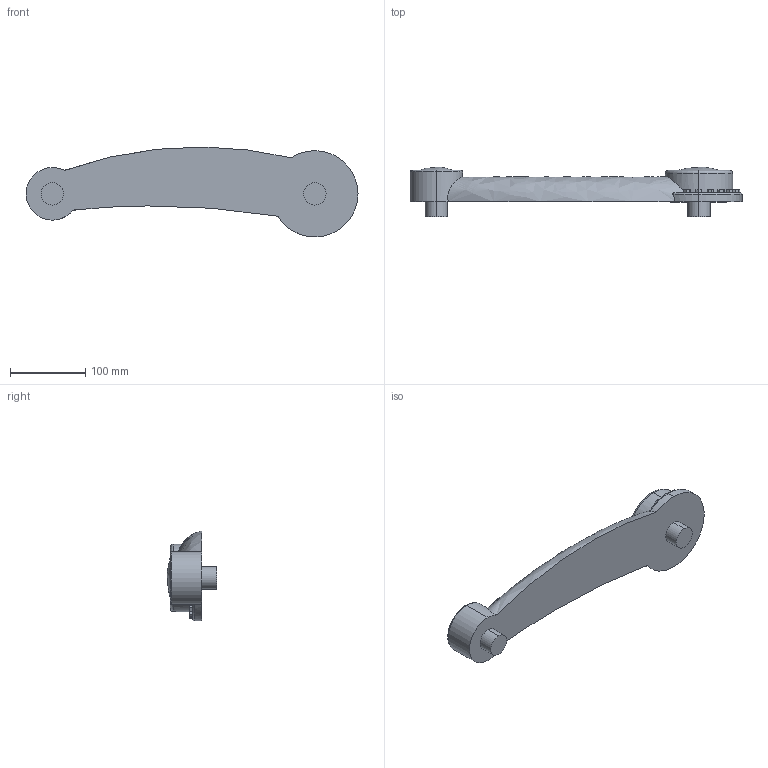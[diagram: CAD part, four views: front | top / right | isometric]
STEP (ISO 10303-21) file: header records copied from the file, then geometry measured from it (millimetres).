
FILE_DESCRIPTION (( 'STEP AP203' ), '1' );
FILE_NAME ('Part2_Default_sldprt.STEP', '2024-12-27T18:18:53', ( '' ), ( '' ), 'SwSTEP 2.0', 'SolidWorks 2023', '' );
FILE_SCHEMA (( 'CONFIG_CONTROL_DESIGN' ));
Length unit declared in the file: millimetre
Products named in the file (1): Part2_Default_sldprt
Bounding box: 442.5 x 66.53 x 119.92 mm (x, y, z)
Volume: 1047104.7 mm3; surface area: 104104 mm2
Topology: 1 solids, 1 shells, 233 faces, 585 edges, 388 vertices
Faces by surface type: plane 204, cylinder 19, torus 7, bspline 3
Entity records: 7482 total; most frequent: CARTESIAN_POINT 1789, ORIENTED_EDGE 1170, DIRECTION 1082, EDGE_CURVE 585, LINE 522, VECTOR 522, VERTEX_POINT 388, AXIS2_PLACEMENT_3D 280
